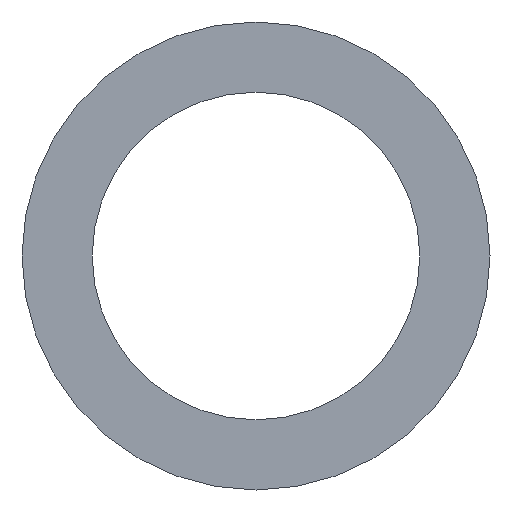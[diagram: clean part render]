
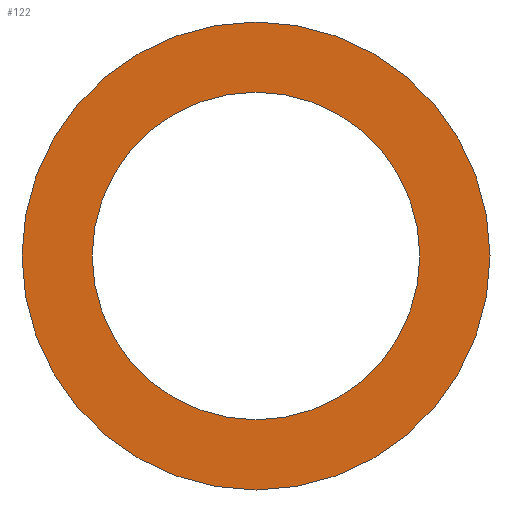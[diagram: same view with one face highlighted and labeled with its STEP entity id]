
A CAD part, left-side view. The second image highlights one B-rep face of the part: STEP entity #122.
In plain terms, the highlighted planar face has unit normal (-1, 0, 0).
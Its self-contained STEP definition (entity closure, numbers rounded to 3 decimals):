
#80 = VERTEX_POINT( '', #193 );
#82 = VERTEX_POINT( '', #195 );
#104 = VERTEX_POINT( '', #220 );
#106 = EDGE_CURVE( '', #80, #104, #222, .T. );
#108 = VERTEX_POINT( '', #224 );
#114 = EDGE_CURVE( '', #82, #108, #230, .T. );
#118 = EDGE_CURVE( '', #108, #82, #234, .T. );
#122 = ADVANCED_FACE( '', ( #238, #239 ), #240, .T. );
#160 = EDGE_CURVE( '', #104, #80, #284, .T. );
#193 = CARTESIAN_POINT( '', ( -113., 134., 0. ) );
#195 = CARTESIAN_POINT( '', ( -113., 93.8, 0. ) );
#220 = CARTESIAN_POINT( '', ( -113., -134., 0. ) );
#222 = CIRCLE( '', #347, 134. );
#224 = CARTESIAN_POINT( '', ( -113., -93.8, 0. ) );
#230 = CIRCLE( '', #360, 93.8 );
#234 = CIRCLE( '', #366, 93.8 );
#238 = FACE_BOUND( '', #371, .T. );
#239 = FACE_OUTER_BOUND( '', #372, .T. );
#240 = PLANE( '', #373 );
#284 = CIRCLE( '', #429, 134. );
#347 = AXIS2_PLACEMENT_3D( '', #482, #483, #484 );
#360 = AXIS2_PLACEMENT_3D( '', #487, #488, #489 );
#366 = AXIS2_PLACEMENT_3D( '', #493, #494, #495 );
#371 = EDGE_LOOP( '', ( #500, #501 ) );
#372 = EDGE_LOOP( '', ( #502, #503 ) );
#373 = AXIS2_PLACEMENT_3D( '', #504, #505, #506 );
#429 = AXIS2_PLACEMENT_3D( '', #559, #560, #561 );
#482 = CARTESIAN_POINT( '', ( -113., 0., 0. ) );
#483 = DIRECTION( '', ( -1., 0., 0. ) );
#484 = DIRECTION( '', ( 0., 1., 0. ) );
#487 = CARTESIAN_POINT( '', ( -113., 0., 0. ) );
#488 = DIRECTION( '', ( -1., 0., 0. ) );
#489 = DIRECTION( '', ( 0., 1., 0. ) );
#493 = CARTESIAN_POINT( '', ( -113., 0., 0. ) );
#494 = DIRECTION( '', ( -1., 0., 0. ) );
#495 = DIRECTION( '', ( 0., 1., 0. ) );
#500 = ORIENTED_EDGE( '', *, *, #114, .F. );
#501 = ORIENTED_EDGE( '', *, *, #118, .F. );
#502 = ORIENTED_EDGE( '', *, *, #106, .T. );
#503 = ORIENTED_EDGE( '', *, *, #160, .T. );
#504 = CARTESIAN_POINT( '', ( -113., 113.9, 0. ) );
#505 = DIRECTION( '', ( -1., 0., 0. ) );
#506 = DIRECTION( '', ( 0., 1., 0. ) );
#559 = CARTESIAN_POINT( '', ( -113., 0., 0. ) );
#560 = DIRECTION( '', ( -1., 0., 0. ) );
#561 = DIRECTION( '', ( 0., 1., 0. ) );
